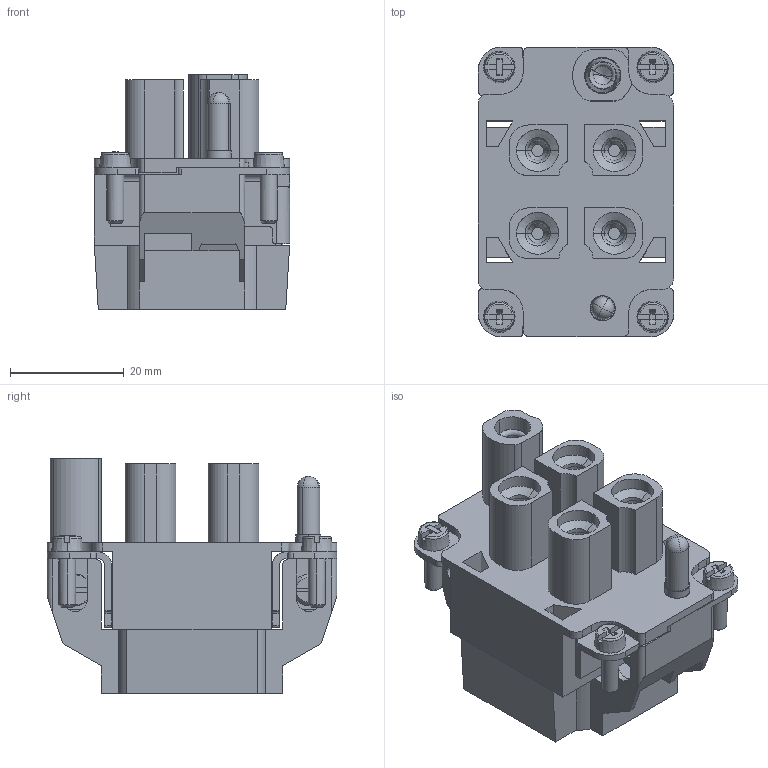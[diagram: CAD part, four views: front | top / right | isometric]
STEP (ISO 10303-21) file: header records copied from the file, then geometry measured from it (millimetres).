
FILE_DESCRIPTION(('CATIA V5 STEP Exchange','CAx-IF Rec.Pracs.--- Model Styling and Organization---1.4--- 2014-01-23'),'2;1');
FILE_NAME ('13467049_3', '2019-10-25T10:26:44+00:00', ('none'), ('Weidmueller'), 'CATIA Version 5-6 Release 2016 SP3 HF44', 'CATIA V5 STEP AP214', 'none');
FILE_SCHEMA(('AUTOMOTIVE_DESIGN { 1 0 10303 214 1 1 1 1 }'));
Length unit declared in the file: millimetre
Products named in the file (1): 1789980000
Bounding box: 34.4 x 51 x 41.3 mm (x, y, z)
Volume: 28243.2 mm3; surface area: 28560.6 mm2
Topology: 1 solids, 5 shells, 1120 faces, 3490 edges, 2395 vertices
Faces by surface type: plane 619, cylinder 351, cone 108, torus 38, sphere 4
Entity records: 40629 total; most frequent: CARTESIAN_POINT 10498, ORIENTED_EDGE 6944, DIRECTION 5121, EDGE_CURVE 3472, VERTEX_POINT 2395, AXIS2_PLACEMENT_3D 2129, VECTOR 2011, LINE 2011
